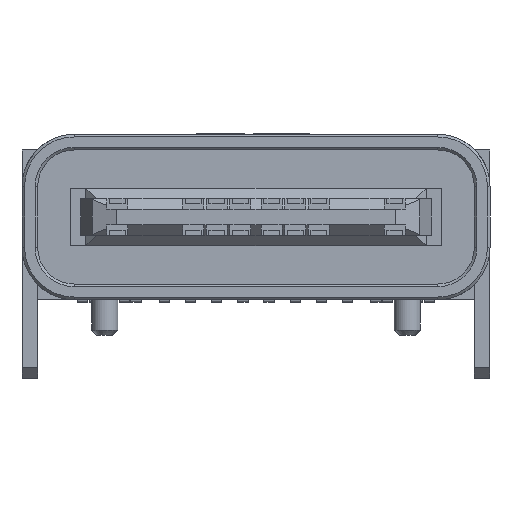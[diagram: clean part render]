
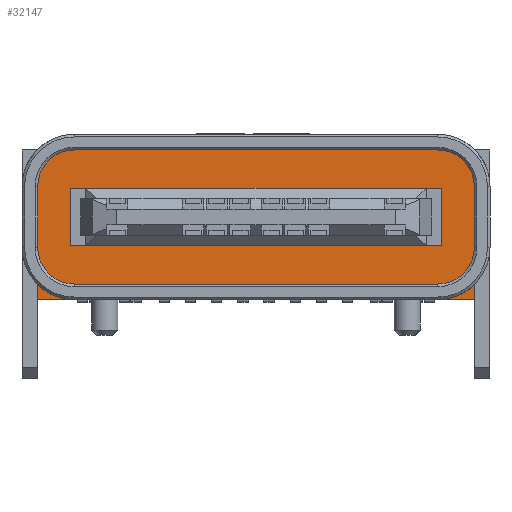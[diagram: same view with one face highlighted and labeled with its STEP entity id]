
A CAD part, front view. The second image highlights one B-rep face of the part: STEP entity #32147.
In plain terms, the highlighted planar face has unit normal (0, -1, 0).
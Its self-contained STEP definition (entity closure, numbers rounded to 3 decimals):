
#757 = CARTESIAN_POINT ( 'NONE',  ( -3.55, 1.59, 2.13 ) ) ;
#925 = ORIENTED_EDGE ( 'NONE', *, *, #33030, .T. ) ;
#1692 = LINE ( 'NONE', #34867, #4716 ) ;
#1947 = CARTESIAN_POINT ( 'NONE',  ( 3.47, 1.59, 2.16 ) ) ;
#3944 = VERTEX_POINT ( 'NONE', #10478 ) ;
#4129 = VECTOR ( 'NONE', #23897, 1000. ) ;
#4365 = ORIENTED_EDGE ( 'NONE', *, *, #21940, .F. ) ;
#4573 = CARTESIAN_POINT ( 'NONE',  ( 4.17, 1.59, 0. ) ) ;
#4713 = CARTESIAN_POINT ( 'NONE',  ( -4.17, 1.59, 11.403 ) ) ;
#4716 = VECTOR ( 'NONE', #10022, 1000. ) ;
#4897 = CARTESIAN_POINT ( 'NONE',  ( -3.47, 1.59, 2.86 ) ) ;
#4960 = DIRECTION ( 'NONE',  ( 0., 0., 1. ) ) ;
#5083 = AXIS2_PLACEMENT_3D ( 'NONE', #4713, #16260, #10673 ) ;
#5197 = VERTEX_POINT ( 'NONE', #18350 ) ;
#6091 = VECTOR ( 'NONE', #35476, 1000. ) ;
#6218 = VERTEX_POINT ( 'NONE', #14457 ) ;
#6434 = ORIENTED_EDGE ( 'NONE', *, *, #11401, .T. ) ;
#6568 = ORIENTED_EDGE ( 'NONE', *, *, #6580, .T. ) ;
#6580 = EDGE_CURVE ( 'NONE', #31248, #3944, #7668, .T. ) ;
#6728 = LINE ( 'NONE', #23395, #4129 ) ;
#6731 = FACE_OUTER_BOUND ( 'NONE', #30012, .T. ) ;
#7668 = LINE ( 'NONE', #32297, #10514 ) ;
#7817 = ORIENTED_EDGE ( 'NONE', *, *, #12332, .F. ) ;
#8020 = CARTESIAN_POINT ( 'NONE',  ( 3.47, 1.59, 2.86 ) ) ;
#8203 = CARTESIAN_POINT ( 'NONE',  ( -3.47, 1.59, 2.16 ) ) ;
#8553 = CARTESIAN_POINT ( 'NONE',  ( 3.55, 1.59, 2.13 ) ) ;
#8887 = ORIENTED_EDGE ( 'NONE', *, *, #35156, .F. ) ;
#9143 = EDGE_LOOP ( 'NONE', ( #35787, #925, #30372, #7817 ) ) ;
#9195 = LINE ( 'NONE', #26009, #13632 ) ;
#9241 = VERTEX_POINT ( 'NONE', #757 ) ;
#9332 = EDGE_CURVE ( 'NONE', #31495, #16175, #6728, .T. ) ;
#10022 = DIRECTION ( 'NONE',  ( 0., 0., 1. ) ) ;
#10347 = AXIS2_PLACEMENT_3D ( 'NONE', #1947, #26908, #18759 ) ;
#10478 = CARTESIAN_POINT ( 'NONE',  ( 4.17, 1.59, 2.16 ) ) ;
#10514 = VECTOR ( 'NONE', #4960, 1000. ) ;
#10673 = DIRECTION ( 'NONE',  ( 0., 0., 1. ) ) ;
#10681 = LINE ( 'NONE', #29702, #24786 ) ;
#11401 = EDGE_CURVE ( 'NONE', #3944, #16175, #21336, .T. ) ;
#11514 = DIRECTION ( 'NONE',  ( -1., 0., 0. ) ) ;
#12332 = EDGE_CURVE ( 'NONE', #9241, #28946, #35069, .T. ) ;
#13632 = VECTOR ( 'NONE', #17106, 1000. ) ;
#13995 = DIRECTION ( 'NONE',  ( 0., 0., -1. ) ) ;
#14245 = LINE ( 'NONE', #24932, #15433 ) ;
#14457 = CARTESIAN_POINT ( 'NONE',  ( -4.17, 1.59, 2.16 ) ) ;
#15014 = LINE ( 'NONE', #32742, #6091 ) ;
#15433 = VECTOR ( 'NONE', #11514, 1000. ) ;
#16175 = VERTEX_POINT ( 'NONE', #8020 ) ;
#16260 = DIRECTION ( 'NONE',  ( 0., -1., 0. ) ) ;
#17106 = DIRECTION ( 'NONE',  ( 1., 0., 0. ) ) ;
#17739 = PLANE ( 'NONE',  #5083 ) ;
#18350 = CARTESIAN_POINT ( 'NONE',  ( -4.17, 1.59, 0. ) ) ;
#18759 = DIRECTION ( 'NONE',  ( 0., 0., 1. ) ) ;
#19116 = VECTOR ( 'NONE', #13995, 1000. ) ;
#19450 = EDGE_CURVE ( 'NONE', #29444, #9241, #15014, .T. ) ;
#20577 = EDGE_CURVE ( 'NONE', #28946, #30687, #9195, .T. ) ;
#21169 = CARTESIAN_POINT ( 'NONE',  ( -3.55, 1.59, 1.03 ) ) ;
#21299 = EDGE_CURVE ( 'NONE', #31248, #5197, #14245, .T. ) ;
#21336 = CIRCLE ( 'NONE', #10347, 0.7 ) ;
#21540 = CIRCLE ( 'NONE', #24412, 0.7 ) ;
#21940 = EDGE_CURVE ( 'NONE', #6218, #31495, #21540, .T. ) ;
#23207 = ORIENTED_EDGE ( 'NONE', *, *, #21299, .F. ) ;
#23395 = CARTESIAN_POINT ( 'NONE',  ( -3.47, 1.59, 2.86 ) ) ;
#23897 = DIRECTION ( 'NONE',  ( 1., 0., 0. ) ) ;
#24412 = AXIS2_PLACEMENT_3D ( 'NONE', #8203, #35733, #35587 ) ;
#24786 = VECTOR ( 'NONE', #26794, 1000. ) ;
#24932 = CARTESIAN_POINT ( 'NONE',  ( 4.17, 1.59, 0. ) ) ;
#26009 = CARTESIAN_POINT ( 'NONE',  ( -3.55, 1.59, 1.03 ) ) ;
#26794 = DIRECTION ( 'NONE',  ( 0., 0., -1. ) ) ;
#26908 = DIRECTION ( 'NONE',  ( 0., -1., 0. ) ) ;
#28946 = VERTEX_POINT ( 'NONE', #21169 ) ;
#29444 = VERTEX_POINT ( 'NONE', #8553 ) ;
#29702 = CARTESIAN_POINT ( 'NONE',  ( 3.55, 1.59, 2.13 ) ) ;
#30012 = EDGE_LOOP ( 'NONE', ( #6434, #30421, #4365, #8887, #23207, #6568 ) ) ;
#30372 = ORIENTED_EDGE ( 'NONE', *, *, #20577, .F. ) ;
#30421 = ORIENTED_EDGE ( 'NONE', *, *, #9332, .F. ) ;
#30687 = VERTEX_POINT ( 'NONE', #34604 ) ;
#31248 = VERTEX_POINT ( 'NONE', #4573 ) ;
#31495 = VERTEX_POINT ( 'NONE', #4897 ) ;
#31530 = FACE_BOUND ( 'NONE', #9143, .T. ) ;
#32147 = ADVANCED_FACE ( 'NONE', ( #31530, #6731 ), #17739, .T. ) ;
#32297 = CARTESIAN_POINT ( 'NONE',  ( 4.17, 1.59, 1. ) ) ;
#32742 = CARTESIAN_POINT ( 'NONE',  ( -3.55, 1.59, 2.13 ) ) ;
#33030 = EDGE_CURVE ( 'NONE', #29444, #30687, #10681, .T. ) ;
#33764 = CARTESIAN_POINT ( 'NONE',  ( -3.55, 1.59, 2.13 ) ) ;
#34604 = CARTESIAN_POINT ( 'NONE',  ( 3.55, 1.59, 1.03 ) ) ;
#34867 = CARTESIAN_POINT ( 'NONE',  ( -4.17, 1.59, 1. ) ) ;
#35069 = LINE ( 'NONE', #33764, #19116 ) ;
#35156 = EDGE_CURVE ( 'NONE', #5197, #6218, #1692, .T. ) ;
#35476 = DIRECTION ( 'NONE',  ( -1., 0., 0. ) ) ;
#35587 = DIRECTION ( 'NONE',  ( 0., 0., 1. ) ) ;
#35733 = DIRECTION ( 'NONE',  ( 0., 1., 0. ) ) ;
#35787 = ORIENTED_EDGE ( 'NONE', *, *, #19450, .F. ) ;
